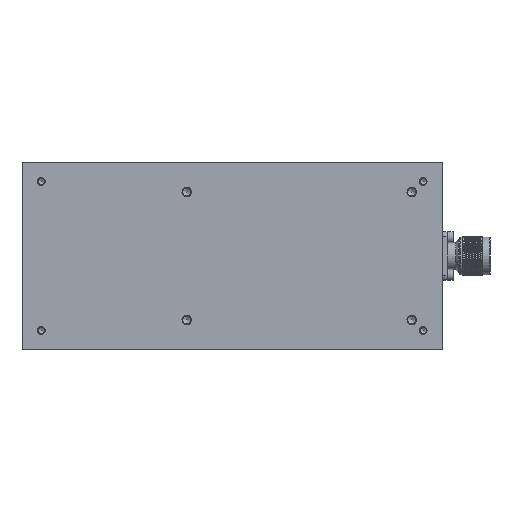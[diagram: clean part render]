
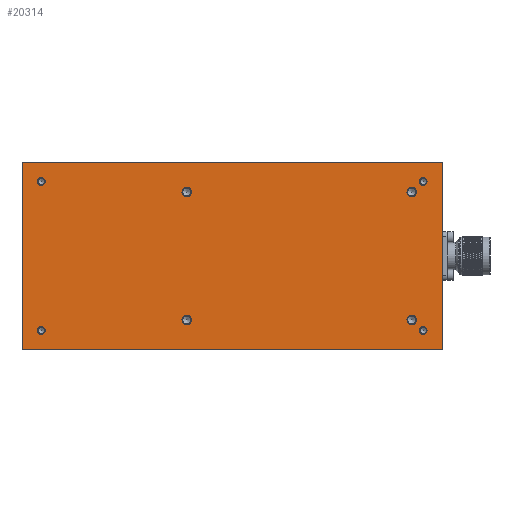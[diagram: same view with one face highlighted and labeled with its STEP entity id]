
A CAD part, front view. The second image highlights one B-rep face of the part: STEP entity #20314.
In plain terms, the highlighted planar face has unit normal (0, -1, 0).
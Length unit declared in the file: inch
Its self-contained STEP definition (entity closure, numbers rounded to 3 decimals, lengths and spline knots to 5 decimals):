
#123 = CARTESIAN_POINT ( 'NONE',  ( -0.93772, -0.8372, -1.41732 ) ) ;
#974 = DIRECTION ( 'NONE',  ( 0., -1., 0. ) ) ;
#1789 = CARTESIAN_POINT ( 'NONE',  ( 3.93701, -0.8372, 1.53543 ) ) ;
#2139 = CARTESIAN_POINT ( 'NONE',  ( -0.93772, -0.8372, -1.3189 ) ) ;
#2140 = AXIS2_PLACEMENT_3D ( 'NONE', #46750, #122381, #38028 ) ;
#2615 = FACE_BOUND ( 'NONE', #96147, .T. ) ;
#3733 = DIRECTION ( 'NONE',  ( 0., 0., -1. ) ) ;
#3850 = CARTESIAN_POINT ( 'NONE',  ( 4.33, -0.8372, 1.92913 ) ) ;
#3939 = CIRCLE ( 'NONE', #19848, 0.07874 ) ;
#7010 = VERTEX_POINT ( 'NONE', #64137 ) ;
#9475 = VERTEX_POINT ( 'NONE', #86373 ) ;
#9790 = ORIENTED_EDGE ( 'NONE', *, *, #60828, .T. ) ;
#10698 = CARTESIAN_POINT ( 'NONE',  ( 3.93701, -0.8372, 1.45669 ) ) ;
#11521 = CARTESIAN_POINT ( 'NONE',  ( 3.93701, -0.8372, -1.53543 ) ) ;
#11959 = FACE_BOUND ( 'NONE', #83929, .T. ) ;
#13805 = FACE_BOUND ( 'NONE', #62567, .T. ) ;
#14083 = EDGE_LOOP ( 'NONE', ( #121416 ) ) ;
#14136 = CIRCLE ( 'NONE', #35926, 0.07874 ) ;
#15940 = CARTESIAN_POINT ( 'NONE',  ( 4.33, -0.8372, 1.92913 ) ) ;
#18200 = VERTEX_POINT ( 'NONE', #85158 ) ;
#19628 = DIRECTION ( 'NONE',  ( 0., 0., -1. ) ) ;
#19805 = EDGE_LOOP ( 'NONE', ( #94045, #52230, #91199, #9790 ) ) ;
#19848 = AXIS2_PLACEMENT_3D ( 'NONE', #1789, #116007, #31001 ) ;
#20314 = ADVANCED_FACE ( 'NONE', ( #13805, #61581, #30629, #11959, #2615, #40525, #31219, #51080, #78992 ), #117444, .F. ) ;
#21388 = ORIENTED_EDGE ( 'NONE', *, *, #100948, .F. ) ;
#22537 = DIRECTION ( 'NONE',  ( 1., 0., 0. ) ) ;
#24254 = AXIS2_PLACEMENT_3D ( 'NONE', #35498, #44818, #63430 ) ;
#26203 = CARTESIAN_POINT ( 'NONE',  ( 4.33, -0.8372, -1.92913 ) ) ;
#26905 = VERTEX_POINT ( 'NONE', #64763 ) ;
#30629 = FACE_BOUND ( 'NONE', #33685, .T. ) ;
#30971 = ORIENTED_EDGE ( 'NONE', *, *, #105164, .F. ) ;
#31001 = DIRECTION ( 'NONE',  ( 0., 0., -1. ) ) ;
#31219 = FACE_BOUND ( 'NONE', #82850, .T. ) ;
#33685 = EDGE_LOOP ( 'NONE', ( #36123 ) ) ;
#33687 = EDGE_CURVE ( 'NONE', #7010, #7010, #83906, .T. ) ;
#35498 = CARTESIAN_POINT ( 'NONE',  ( 3.70008, -0.8372, 1.3189 ) ) ;
#35926 = AXIS2_PLACEMENT_3D ( 'NONE', #52273, #51066, #43544 ) ;
#36123 = ORIENTED_EDGE ( 'NONE', *, *, #75257, .F. ) ;
#37856 = EDGE_LOOP ( 'NONE', ( #120531 ) ) ;
#38028 = DIRECTION ( 'NONE',  ( 0., 0., -1. ) ) ;
#38051 = CIRCLE ( 'NONE', #24254, 0.09843 ) ;
#38735 = CARTESIAN_POINT ( 'NONE',  ( 4.33, -0.8372, 1.92913 ) ) ;
#40525 = FACE_BOUND ( 'NONE', #37856, .T. ) ;
#43544 = DIRECTION ( 'NONE',  ( 0., 0., -1. ) ) ;
#44818 = DIRECTION ( 'NONE',  ( 0., -1., 0. ) ) ;
#46750 = CARTESIAN_POINT ( 'NONE',  ( -0.93772, -0.8372, 1.3189 ) ) ;
#47341 = VERTEX_POINT ( 'NONE', #69028 ) ;
#47814 = AXIS2_PLACEMENT_3D ( 'NONE', #2139, #105783, #115130 ) ;
#48457 = VECTOR ( 'NONE', #53194, 39.37008 ) ;
#48476 = DIRECTION ( 'NONE',  ( 0., -1., 0. ) ) ;
#50350 = CARTESIAN_POINT ( 'NONE',  ( 3.70008, -0.8372, -1.3189 ) ) ;
#50541 = DIRECTION ( 'NONE',  ( 1., 0., 0. ) ) ;
#51066 = DIRECTION ( 'NONE',  ( 0., -1., 0. ) ) ;
#51080 = FACE_BOUND ( 'NONE', #14083, .T. ) ;
#52230 = ORIENTED_EDGE ( 'NONE', *, *, #106280, .F. ) ;
#52273 = CARTESIAN_POINT ( 'NONE',  ( -3.93701, -0.8372, 1.53543 ) ) ;
#53194 = DIRECTION ( 'NONE',  ( 1., 0., 0. ) ) ;
#54619 = CIRCLE ( 'NONE', #115998, 0.07874 ) ;
#56139 = AXIS2_PLACEMENT_3D ( 'NONE', #50350, #88156, #3733 ) ;
#57738 = EDGE_CURVE ( 'NONE', #9475, #9475, #54619, .T. ) ;
#58325 = EDGE_CURVE ( 'NONE', #18200, #18200, #100164, .T. ) ;
#60828 = EDGE_CURVE ( 'NONE', #103542, #102044, #100782, .T. ) ;
#61581 = FACE_BOUND ( 'NONE', #77181, .T. ) ;
#62501 = AXIS2_PLACEMENT_3D ( 'NONE', #3850, #106861, #22537 ) ;
#62567 = EDGE_LOOP ( 'NONE', ( #94419 ) ) ;
#63238 = CARTESIAN_POINT ( 'NONE',  ( 4.33, -0.8372, 1.92913 ) ) ;
#63430 = DIRECTION ( 'NONE',  ( 0., 0., -1. ) ) ;
#64137 = CARTESIAN_POINT ( 'NONE',  ( 3.70008, -0.8372, -1.41732 ) ) ;
#64763 = CARTESIAN_POINT ( 'NONE',  ( 3.70008, -0.8372, 1.22047 ) ) ;
#65608 = ORIENTED_EDGE ( 'NONE', *, *, #33687, .F. ) ;
#66221 = EDGE_CURVE ( 'NONE', #76530, #76530, #103301, .T. ) ;
#66600 = CARTESIAN_POINT ( 'NONE',  ( -3.93701, -0.8372, 1.45669 ) ) ;
#66694 = EDGE_CURVE ( 'NONE', #104365, #104365, #14136, .T. ) ;
#69028 = CARTESIAN_POINT ( 'NONE',  ( -0.93772, -0.8372, 1.22047 ) ) ;
#71326 = CARTESIAN_POINT ( 'NONE',  ( -4.33, -0.8372, -1.92913 ) ) ;
#75257 = EDGE_CURVE ( 'NONE', #26905, #26905, #38051, .T. ) ;
#76530 = VERTEX_POINT ( 'NONE', #123 ) ;
#77181 = EDGE_LOOP ( 'NONE', ( #65608 ) ) ;
#77542 = CIRCLE ( 'NONE', #2140, 0.09843 ) ;
#77831 = DIRECTION ( 'NONE',  ( 0., 0., -1. ) ) ;
#78992 = FACE_OUTER_BOUND ( 'NONE', #19805, .T. ) ;
#79077 = CARTESIAN_POINT ( 'NONE',  ( 4.33, -0.8372, -1.92913 ) ) ;
#80283 = LINE ( 'NONE', #79077, #120819 ) ;
#82850 = EDGE_LOOP ( 'NONE', ( #21388 ) ) ;
#83906 = CIRCLE ( 'NONE', #56139, 0.09843 ) ;
#83929 = EDGE_LOOP ( 'NONE', ( #30971 ) ) ;
#84820 = CARTESIAN_POINT ( 'NONE',  ( -4.33, -0.8372, 1.92913 ) ) ;
#85158 = CARTESIAN_POINT ( 'NONE',  ( 3.93701, -0.8372, -1.61417 ) ) ;
#85436 = VECTOR ( 'NONE', #77831, 39.37008 ) ;
#86064 = VERTEX_POINT ( 'NONE', #26203 ) ;
#86373 = CARTESIAN_POINT ( 'NONE',  ( -3.93701, -0.8372, -1.61417 ) ) ;
#87480 = CARTESIAN_POINT ( 'NONE',  ( -3.93701, -0.8372, -1.53543 ) ) ;
#88156 = DIRECTION ( 'NONE',  ( 0., -1., 0. ) ) ;
#88503 = VERTEX_POINT ( 'NONE', #63238 ) ;
#90300 = CARTESIAN_POINT ( 'NONE',  ( -4.33, -0.8372, 1.92913 ) ) ;
#90414 = LINE ( 'NONE', #15940, #48457 ) ;
#91199 = ORIENTED_EDGE ( 'NONE', *, *, #93734, .F. ) ;
#92124 = DIRECTION ( 'NONE',  ( 0., 0., -1. ) ) ;
#93734 = EDGE_CURVE ( 'NONE', #103542, #88503, #90414, .T. ) ;
#94045 = ORIENTED_EDGE ( 'NONE', *, *, #117398, .T. ) ;
#94419 = ORIENTED_EDGE ( 'NONE', *, *, #66221, .F. ) ;
#95679 = VERTEX_POINT ( 'NONE', #10698 ) ;
#96147 = EDGE_LOOP ( 'NONE', ( #121665 ) ) ;
#97392 = DIRECTION ( 'NONE',  ( 0., 0., -1. ) ) ;
#99178 = VECTOR ( 'NONE', #92124, 39.37008 ) ;
#100164 = CIRCLE ( 'NONE', #106109, 0.07874 ) ;
#100782 = LINE ( 'NONE', #90300, #99178 ) ;
#100948 = EDGE_CURVE ( 'NONE', #95679, #95679, #3939, .T. ) ;
#102044 = VERTEX_POINT ( 'NONE', #71326 ) ;
#103301 = CIRCLE ( 'NONE', #47814, 0.09843 ) ;
#103542 = VERTEX_POINT ( 'NONE', #84820 ) ;
#104365 = VERTEX_POINT ( 'NONE', #66600 ) ;
#104455 = LINE ( 'NONE', #38735, #85436 ) ;
#105164 = EDGE_CURVE ( 'NONE', #47341, #47341, #77542, .T. ) ;
#105783 = DIRECTION ( 'NONE',  ( 0., -1., 0. ) ) ;
#106109 = AXIS2_PLACEMENT_3D ( 'NONE', #11521, #974, #19628 ) ;
#106280 = EDGE_CURVE ( 'NONE', #88503, #86064, #104455, .T. ) ;
#106861 = DIRECTION ( 'NONE',  ( 0., 1., 0. ) ) ;
#115130 = DIRECTION ( 'NONE',  ( 0., 0., -1. ) ) ;
#115998 = AXIS2_PLACEMENT_3D ( 'NONE', #87480, #48476, #97392 ) ;
#116007 = DIRECTION ( 'NONE',  ( 0., -1., 0. ) ) ;
#117398 = EDGE_CURVE ( 'NONE', #102044, #86064, #80283, .T. ) ;
#117444 = PLANE ( 'NONE',  #62501 ) ;
#120531 = ORIENTED_EDGE ( 'NONE', *, *, #58325, .F. ) ;
#120819 = VECTOR ( 'NONE', #50541, 39.37008 ) ;
#121416 = ORIENTED_EDGE ( 'NONE', *, *, #66694, .F. ) ;
#121665 = ORIENTED_EDGE ( 'NONE', *, *, #57738, .F. ) ;
#122381 = DIRECTION ( 'NONE',  ( 0., -1., 0. ) ) ;
